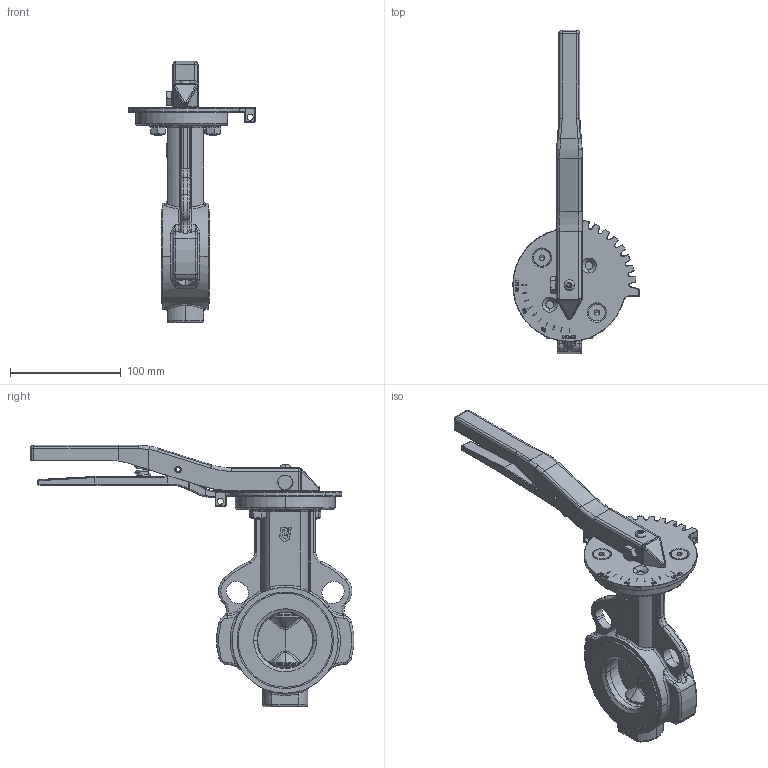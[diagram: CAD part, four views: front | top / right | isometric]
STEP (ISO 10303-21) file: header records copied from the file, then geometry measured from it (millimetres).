
FILE_DESCRIPTION(('HOOPS Exchange Step'),'2;1');
FILE_NAME('AK09_DN50_PN10-16_ansi150_jis10k_Handhebel.stp','2025-10-06T11:20:33+02:00',('nieru'),('Unknown organisation'),'HOOPS Exchange 2024.2','HOOPS Exchange','Unknown authorisation');
FILE_SCHEMA( ('AP203_CONFIGURATION_CONTROLLED_3D_DESIGN_OF_MECHANICAL_PARTS_AND_ASSEMBLIES_MIM_LF') );
Length unit declared in the file: millimetre
Products named in the file (3): 0; root
Assembly tree (2 placements, depth 3):
  root
    0
      0
Bounding box: 114 x 291.76 x 236 mm (x, y, z)
Volume: 563443.9 mm3; surface area: 133548.7 mm2
Topology: 2 solids, 2 shells, 1408 faces, 3636 edges, 2247 vertices
Faces by surface type: cylinder 508, plane 386, bspline 216, torus 178, cone 91, sphere 29
Entity records: 94002 total; most frequent: CARTESIAN_POINT 63674, ORIENTED_EDGE 7170, DIRECTION 4899, EDGE_CURVE 3585, VERTEX_POINT 2247, AXIS2_PLACEMENT_3D 1785, EDGE_LOOP 1508, FACE_BOUND 1508
